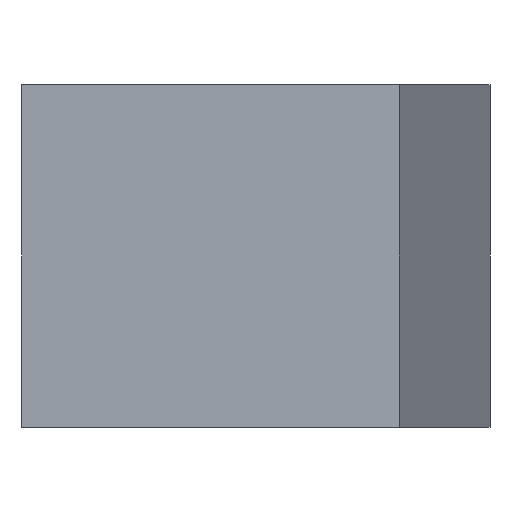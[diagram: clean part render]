
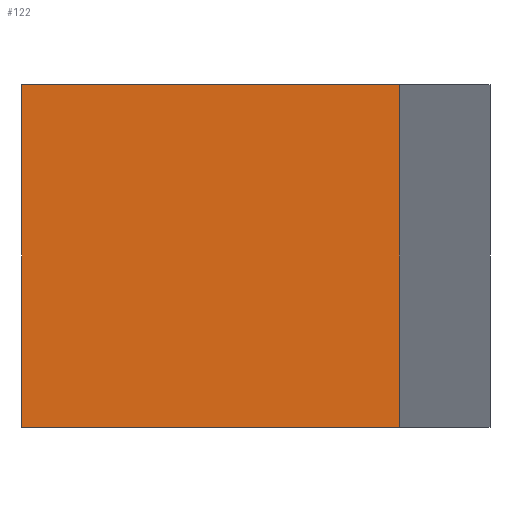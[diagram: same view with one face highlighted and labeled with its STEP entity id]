
A CAD part, front view. The second image highlights one B-rep face of the part: STEP entity #122.
In plain terms, the highlighted planar face has unit normal (0, -1, 0).
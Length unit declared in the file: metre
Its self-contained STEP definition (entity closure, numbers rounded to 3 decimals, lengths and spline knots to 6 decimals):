
#28=ORIENTED_EDGE('',*,*,#55,.T.);
#29=ORIENTED_EDGE('',*,*,#54,.F.);
#30=ORIENTED_EDGE('',*,*,#56,.F.);
#31=ORIENTED_EDGE('',*,*,#43,.T.);
#43=EDGE_CURVE('',#59,#58,#68,.T.);
#54=EDGE_CURVE('',#66,#65,#79,.T.);
#55=EDGE_CURVE('',#58,#65,#80,.T.);
#56=EDGE_CURVE('',#59,#66,#81,.T.);
#58=VERTEX_POINT('',#180);
#59=VERTEX_POINT('',#182);
#65=VERTEX_POINT('',#200);
#66=VERTEX_POINT('',#202);
#68=LINE('',#181,#83);
#79=LINE('',#203,#94);
#80=LINE('',#205,#95);
#81=LINE('',#206,#96);
#83=VECTOR('',#150,1.);
#94=VECTOR('',#167,1.);
#95=VECTOR('',#170,1.);
#96=VECTOR('',#171,1.);
#101=EDGE_LOOP('',(#28,#29,#30,#31));
#108=FACE_BOUND('',#101,.T.);
#115=PLANE('',#142);
#122=ADVANCED_FACE('',(#108),#115,.F.);
#142=AXIS2_PLACEMENT_3D('',#204,#168,#169);
#150=DIRECTION('',(0.,0.,1.));
#167=DIRECTION('',(0.,0.,1.));
#168=DIRECTION('',(0.,1.,0.));
#169=DIRECTION('',(0.,0.,1.));
#170=DIRECTION('',(-1.,0.,0.));
#171=DIRECTION('',(-1.,0.,0.));
#180=CARTESIAN_POINT('',(0.199543,-0.006955,0.0095));
#181=CARTESIAN_POINT('',(0.199543,-0.006955,0.0089));
#182=CARTESIAN_POINT('',(0.199543,-0.006955,0.0089));
#200=CARTESIAN_POINT('',(0.198883,-0.006955,0.0095));
#202=CARTESIAN_POINT('',(0.198883,-0.006955,0.0089));
#203=CARTESIAN_POINT('',(0.198883,-0.006955,0.0089));
#204=CARTESIAN_POINT('',(0.199213,-0.006955,0.0089));
#205=CARTESIAN_POINT('',(0.199213,-0.006955,0.0095));
#206=CARTESIAN_POINT('',(0.199213,-0.006955,0.0089));
